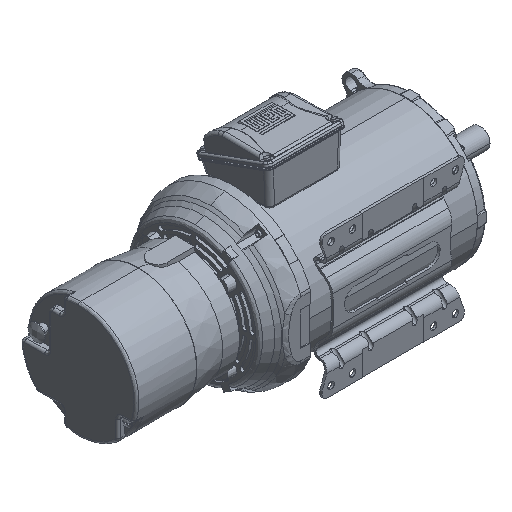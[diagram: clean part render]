
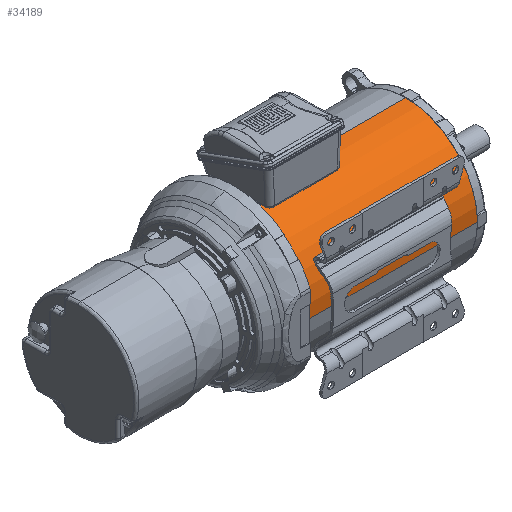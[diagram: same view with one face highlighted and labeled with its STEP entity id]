
A CAD part, isometric view. The second image highlights one B-rep face of the part: STEP entity #34189.
In plain terms, the highlighted cylindrical face has radius 146.3 mm (diameter 292.6 mm), a partial arc.
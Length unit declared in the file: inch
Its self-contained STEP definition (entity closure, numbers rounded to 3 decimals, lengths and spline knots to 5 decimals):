
#5917 = AXIS2_PLACEMENT_3D ( 'NONE', #10976, #49528, #54557 ) ;
#6433 = CARTESIAN_POINT ( 'NONE',  ( 6.16565, 0.02206, 5.75984 ) ) ;
#7135 = ORIENTED_EDGE ( 'NONE', *, *, #54369, .T. ) ;
#9081 = CARTESIAN_POINT ( 'NONE',  ( 43.96894, 0.02206, 0. ) ) ;
#9484 = LINE ( 'NONE', #37249, #59255 ) ;
#10076 = ORIENTED_EDGE ( 'NONE', *, *, #54260, .F. ) ;
#10976 = CARTESIAN_POINT ( 'NONE',  ( 6.16565, 0.02206, 0. ) ) ;
#12638 = AXIS2_PLACEMENT_3D ( 'NONE', #9081, #14822, #47994 ) ;
#14822 = DIRECTION ( 'NONE',  ( -1., 0., 0. ) ) ;
#16636 = EDGE_CURVE ( 'NONE', #41999, #47458, #9484, .T. ) ;
#18943 = DIRECTION ( 'NONE',  ( 0., 0., 1. ) ) ;
#19654 = CARTESIAN_POINT ( 'NONE',  ( -7.61448, 0.02206, 0. ) ) ;
#20224 = CYLINDRICAL_SURFACE ( 'NONE', #12638, 5.75984 ) ;
#23208 = CIRCLE ( 'NONE', #32449, 5.75984 ) ;
#25635 = ORIENTED_EDGE ( 'NONE', *, *, #65021, .T. ) ;
#26431 = DIRECTION ( 'NONE',  ( -1., 0., 0. ) ) ;
#27893 = CARTESIAN_POINT ( 'NONE',  ( -7.61448, 0.02206, 5.75984 ) ) ;
#30693 = CARTESIAN_POINT ( 'NONE',  ( -7.61448, -5.73778, 0.00101 ) ) ;
#32449 = AXIS2_PLACEMENT_3D ( 'NONE', #19654, #62571, #18943 ) ;
#34189 = ADVANCED_FACE ( 'NONE', ( #42605 ), #20224, .T. ) ;
#34936 = LINE ( 'NONE', #51116, #45800 ) ;
#37249 = CARTESIAN_POINT ( 'NONE',  ( 43.96894, 0.02206, 5.75984 ) ) ;
#41999 = VERTEX_POINT ( 'NONE', #6433 ) ;
#42605 = FACE_OUTER_BOUND ( 'NONE', #65360, .T. ) ;
#45800 = VECTOR ( 'NONE', #67349, 39.37008 ) ;
#46492 = VERTEX_POINT ( 'NONE', #53018 ) ;
#47458 = VERTEX_POINT ( 'NONE', #27893 ) ;
#47994 = DIRECTION ( 'NONE',  ( 0., 0., 1. ) ) ;
#49528 = DIRECTION ( 'NONE',  ( -1., 0., 0. ) ) ;
#51116 = CARTESIAN_POINT ( 'NONE',  ( 43.96894, -5.73778, 0.00101 ) ) ;
#53018 = CARTESIAN_POINT ( 'NONE',  ( 6.16565, -5.73778, 0.00101 ) ) ;
#54260 = EDGE_CURVE ( 'NONE', #64824, #47458, #23208, .T. ) ;
#54369 = EDGE_CURVE ( 'NONE', #46492, #41999, #58844, .T. ) ;
#54557 = DIRECTION ( 'NONE',  ( 0., 0., 1. ) ) ;
#56754 = ORIENTED_EDGE ( 'NONE', *, *, #16636, .T. ) ;
#58844 = CIRCLE ( 'NONE', #5917, 5.75984 ) ;
#59255 = VECTOR ( 'NONE', #26431, 39.37008 ) ;
#62571 = DIRECTION ( 'NONE',  ( -1., 0., 0. ) ) ;
#64824 = VERTEX_POINT ( 'NONE', #30693 ) ;
#65021 = EDGE_CURVE ( 'NONE', #64824, #46492, #34936, .T. ) ;
#65360 = EDGE_LOOP ( 'NONE', ( #7135, #56754, #10076, #25635 ) ) ;
#67349 = DIRECTION ( 'NONE',  ( 1., 0., 0. ) ) ;
